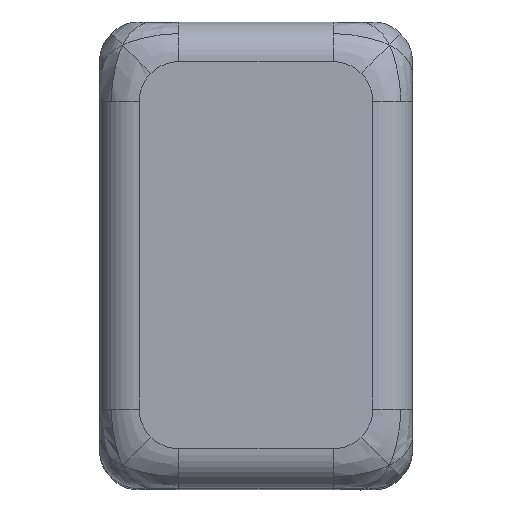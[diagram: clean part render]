
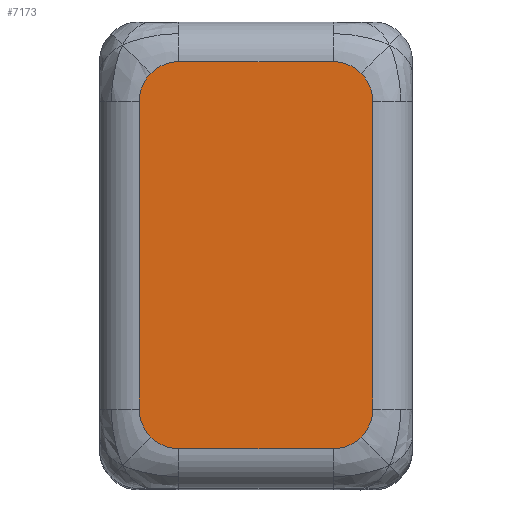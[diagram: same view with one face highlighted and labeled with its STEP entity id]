
A CAD part, top view. The second image highlights one B-rep face of the part: STEP entity #7173.
In plain terms, the highlighted planar face has unit normal (0, 0, 1).
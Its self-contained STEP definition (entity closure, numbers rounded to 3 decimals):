
#341=CIRCLE('',#7531,3.999);
#344=CIRCLE('',#7534,3.999);
#355=CIRCLE('',#7545,3.999);
#358=CIRCLE('',#7548,3.999);
#371=CIRCLE('',#7561,3.999);
#374=CIRCLE('',#7564,3.999);
#378=CIRCLE('',#7568,3.999);
#381=CIRCLE('',#7571,3.999);
#703=FACE_OUTER_BOUND('',#1091,.T.);
#1091=EDGE_LOOP('',(#5859,#5860,#5861,#5862,#5863,#5864,#5865,#5866,#5867,
#5868,#5869,#5870));
#1746=LINE('',#16952,#2510);
#1747=LINE('',#16954,#2511);
#1763=LINE('',#17315,#2527);
#1767=LINE('',#17321,#2531);
#2510=VECTOR('',#8771,10.);
#2511=VECTOR('',#8774,10.);
#2527=VECTOR('',#8816,10.);
#2531=VECTOR('',#8824,10.);
#3131=VERTEX_POINT('',#11863);
#3132=VERTEX_POINT('',#11871);
#3134=VERTEX_POINT('',#11979);
#3155=VERTEX_POINT('',#13375);
#3156=VERTEX_POINT('',#13383);
#3158=VERTEX_POINT('',#13491);
#3183=VERTEX_POINT('',#15173);
#3184=VERTEX_POINT('',#15180);
#3186=VERTEX_POINT('',#15233);
#3195=VERTEX_POINT('',#15746);
#3196=VERTEX_POINT('',#15753);
#3198=VERTEX_POINT('',#15806);
#4003=EDGE_CURVE('',#3131,#3132,#341,.T.);
#4007=EDGE_CURVE('',#3134,#3131,#344,.T.);
#4035=EDGE_CURVE('',#3155,#3156,#355,.T.);
#4039=EDGE_CURVE('',#3158,#3155,#358,.T.);
#4073=EDGE_CURVE('',#3183,#3184,#371,.T.);
#4077=EDGE_CURVE('',#3186,#3183,#374,.T.);
#4089=EDGE_CURVE('',#3195,#3196,#378,.T.);
#4093=EDGE_CURVE('',#3198,#3195,#381,.T.);
#4116=EDGE_CURVE('',#3156,#3134,#1746,.T.);
#4117=EDGE_CURVE('',#3132,#3186,#1747,.T.);
#4141=EDGE_CURVE('',#3196,#3158,#1763,.T.);
#4145=EDGE_CURVE('',#3184,#3198,#1767,.T.);
#5859=ORIENTED_EDGE('',*,*,#4007,.F.);
#5860=ORIENTED_EDGE('',*,*,#4116,.F.);
#5861=ORIENTED_EDGE('',*,*,#4035,.F.);
#5862=ORIENTED_EDGE('',*,*,#4039,.F.);
#5863=ORIENTED_EDGE('',*,*,#4141,.F.);
#5864=ORIENTED_EDGE('',*,*,#4089,.F.);
#5865=ORIENTED_EDGE('',*,*,#4093,.F.);
#5866=ORIENTED_EDGE('',*,*,#4145,.F.);
#5867=ORIENTED_EDGE('',*,*,#4073,.F.);
#5868=ORIENTED_EDGE('',*,*,#4077,.F.);
#5869=ORIENTED_EDGE('',*,*,#4117,.F.);
#5870=ORIENTED_EDGE('',*,*,#4003,.F.);
#6847=PLANE('',#7605);
#7173=ADVANCED_FACE('',(#703),#6847,.T.);
#7531=AXIS2_PLACEMENT_3D('',#11872,#8662,#8663);
#7534=AXIS2_PLACEMENT_3D('',#11981,#8668,#8669);
#7545=AXIS2_PLACEMENT_3D('',#13384,#8690,#8691);
#7548=AXIS2_PLACEMENT_3D('',#13493,#8696,#8697);
#7561=AXIS2_PLACEMENT_3D('',#15181,#8722,#8723);
#7564=AXIS2_PLACEMENT_3D('',#15235,#8728,#8729);
#7568=AXIS2_PLACEMENT_3D('',#15754,#8736,#8737);
#7571=AXIS2_PLACEMENT_3D('',#15808,#8742,#8743);
#7605=AXIS2_PLACEMENT_3D('',#17358,#8855,#8856);
#8662=DIRECTION('center_axis',(0.,0.,-1.));
#8663=DIRECTION('ref_axis',(-0.707,-0.707,0.));
#8668=DIRECTION('center_axis',(0.,0.,-1.));
#8669=DIRECTION('ref_axis',(-0.707,-0.707,0.));
#8690=DIRECTION('center_axis',(0.,0.,-1.));
#8691=DIRECTION('ref_axis',(0.707,-0.707,0.));
#8696=DIRECTION('center_axis',(0.,0.,-1.));
#8697=DIRECTION('ref_axis',(0.707,-0.707,0.));
#8722=DIRECTION('center_axis',(0.,0.,-1.));
#8723=DIRECTION('ref_axis',(-0.707,0.707,0.));
#8728=DIRECTION('center_axis',(0.,0.,-1.));
#8729=DIRECTION('ref_axis',(-0.707,0.707,0.));
#8736=DIRECTION('center_axis',(0.,0.,-1.));
#8737=DIRECTION('ref_axis',(0.707,0.707,0.));
#8742=DIRECTION('center_axis',(0.,0.,-1.));
#8743=DIRECTION('ref_axis',(0.707,0.707,0.));
#8771=DIRECTION('',(-1.,0.,0.));
#8774=DIRECTION('',(0.,1.,0.));
#8816=DIRECTION('',(0.,-1.,0.));
#8824=DIRECTION('',(1.,0.,0.));
#8855=DIRECTION('center_axis',(0.,0.,1.));
#8856=DIRECTION('ref_axis',(1.,0.,0.));
#11863=CARTESIAN_POINT('',(40.738,1.671,-25.));
#11871=CARTESIAN_POINT('',(39.567,4.499,-25.));
#11872=CARTESIAN_POINT('Origin',(43.566,4.499,-25.));
#11979=CARTESIAN_POINT('',(43.566,0.5,-25.));
#11981=CARTESIAN_POINT('Origin',(43.566,4.499,-25.));
#13375=CARTESIAN_POINT('',(61.926,1.671,-25.));
#13383=CARTESIAN_POINT('',(59.098,0.5,-25.));
#13384=CARTESIAN_POINT('Origin',(59.098,4.499,-25.));
#13491=CARTESIAN_POINT('',(63.097,4.499,-25.));
#13493=CARTESIAN_POINT('Origin',(59.098,4.499,-25.));
#15173=CARTESIAN_POINT('',(40.738,38.329,-25.));
#15180=CARTESIAN_POINT('',(43.566,39.5,-25.));
#15181=CARTESIAN_POINT('Origin',(43.566,35.501,-25.));
#15233=CARTESIAN_POINT('',(39.567,35.501,-25.));
#15235=CARTESIAN_POINT('Origin',(43.566,35.501,-25.));
#15746=CARTESIAN_POINT('',(61.926,38.329,-25.));
#15753=CARTESIAN_POINT('',(63.097,35.501,-25.));
#15754=CARTESIAN_POINT('Origin',(59.098,35.501,-25.));
#15806=CARTESIAN_POINT('',(59.098,39.5,-25.));
#15808=CARTESIAN_POINT('Origin',(59.098,35.501,-25.));
#16952=CARTESIAN_POINT('',(43.05,0.5,-25.));
#16954=CARTESIAN_POINT('',(39.567,0.,-25.));
#17315=CARTESIAN_POINT('',(63.097,0.,-25.));
#17321=CARTESIAN_POINT('',(43.05,39.5,-25.));
#17358=CARTESIAN_POINT('Origin',(34.067,0.,-25.));
